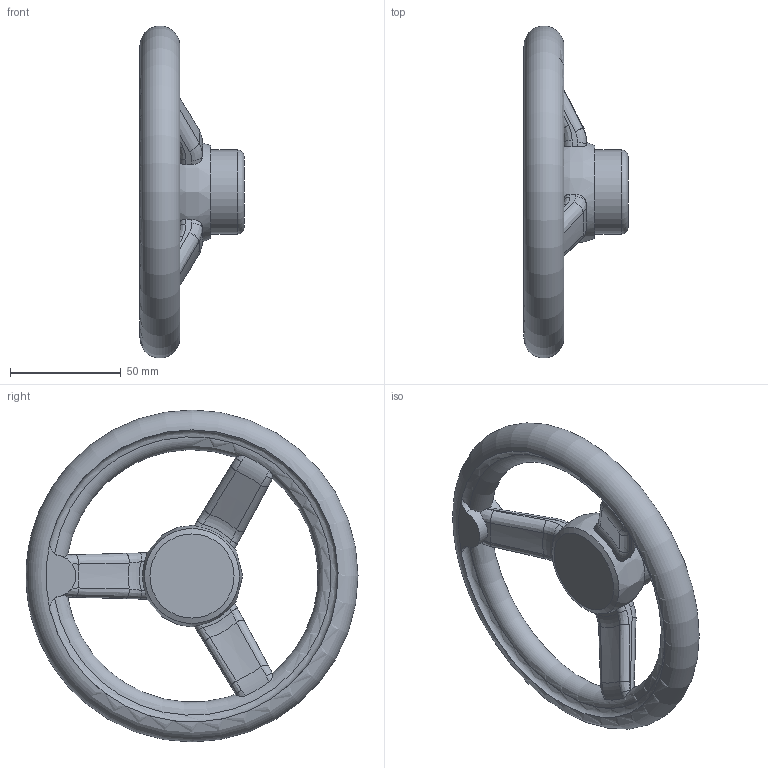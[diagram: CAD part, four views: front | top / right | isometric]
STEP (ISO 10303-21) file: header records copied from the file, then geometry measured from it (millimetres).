
FILE_DESCRIPTION(/* description */ (''),/* implementation_level */ '2;1');
FILE_NAME(/* name */ 'PN150',/* time_stamp */ '2012-11-23T17:30:01+08:00',/* author */ (''),/* organization */ (''),/* preprocessor_version */ 'ST-DEVELOPER v9',/* originating_system */ 'UGS - NX 4.0',/* authorisation */ '');
FILE_SCHEMA (('CONFIG_CONTROL_DESIGN'));
Length unit declared in the file: millimetre
Products named in the file (1): Admi03EExp1t
Bounding box: 47 x 149.98 x 149.98 mm (x, y, z)
Volume: 159345.9 mm3; surface area: 35599.3 mm2
Topology: 1 solids, 1 shells, 101 faces, 266 edges, 167 vertices
Faces by surface type: bspline 37, cylinder 19, plane 17, torus 16, cone 10, sphere 2
Full cylindrical faces by diameter (mm): 38 x1
Entity records: 4054 total; most frequent: CARTESIAN_POINT 1903, ORIENTED_EDGE 516, DIRECTION 306, EDGE_CURVE 258, VERTEX_POINT 165, B_SPLINE_CURVE_WITH_KNOTS 156, AXIS2_PLACEMENT_3D 139, EDGE_LOOP 113
